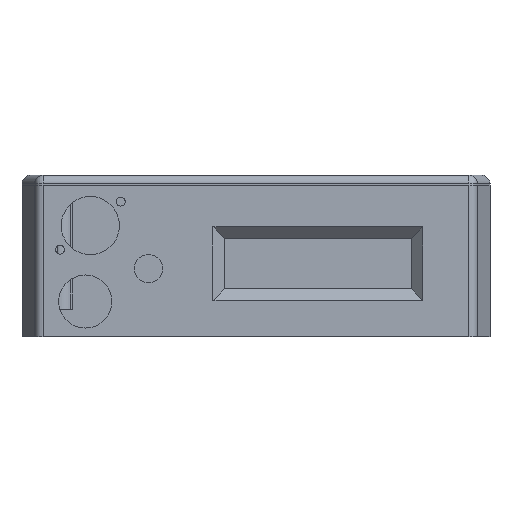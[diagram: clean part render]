
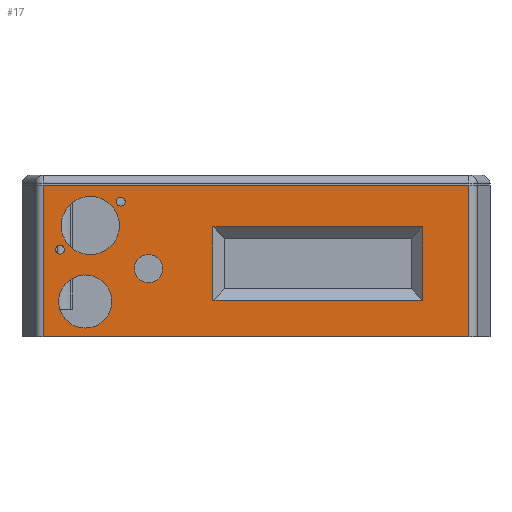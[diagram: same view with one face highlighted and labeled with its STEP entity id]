
A CAD part, left-side view. The second image highlights one B-rep face of the part: STEP entity #17.
In plain terms, the highlighted planar face has unit normal (-1, 0, 0).
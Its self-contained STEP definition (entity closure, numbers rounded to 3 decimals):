
#17 = ADVANCED_FACE('',(#18,#52,#86,#97,#108,#119,#130),#141,.T.);
#18 = FACE_BOUND('',#19,.T.);
#19 = EDGE_LOOP('',(#20,#30,#38,#46));
#20 = ORIENTED_EDGE('',*,*,#21,.T.);
#21 = EDGE_CURVE('',#22,#24,#26,.T.);
#22 = VERTEX_POINT('',#23);
#23 = CARTESIAN_POINT('',(-95.,3.435,0.));
#24 = VERTEX_POINT('',#25);
#25 = CARTESIAN_POINT('',(-95.,171.5,0.));
#26 = LINE('',#27,#28);
#27 = CARTESIAN_POINT('',(-95.,-0.067,0.));
#28 = VECTOR('',#29,1.);
#29 = DIRECTION('',(0.,1.,0.));
#30 = ORIENTED_EDGE('',*,*,#31,.T.);
#31 = EDGE_CURVE('',#24,#32,#34,.T.);
#32 = VERTEX_POINT('',#33);
#33 = CARTESIAN_POINT('',(-95.,171.5,-60.));
#34 = LINE('',#35,#36);
#35 = CARTESIAN_POINT('',(-95.,171.5,0.));
#36 = VECTOR('',#37,1.);
#37 = DIRECTION('',(0.,0.,-1.));
#38 = ORIENTED_EDGE('',*,*,#39,.T.);
#39 = EDGE_CURVE('',#32,#40,#42,.T.);
#40 = VERTEX_POINT('',#41);
#41 = CARTESIAN_POINT('',(-95.,3.435,-60.));
#42 = LINE('',#43,#44);
#43 = CARTESIAN_POINT('',(-95.,175.,-60.));
#44 = VECTOR('',#45,1.);
#45 = DIRECTION('',(0.,-1.,0.));
#46 = ORIENTED_EDGE('',*,*,#47,.F.);
#47 = EDGE_CURVE('',#22,#40,#48,.T.);
#48 = LINE('',#49,#50);
#49 = CARTESIAN_POINT('',(-95.,3.435,0.));
#50 = VECTOR('',#51,1.);
#51 = DIRECTION('',(0.,0.,-1.));
#52 = FACE_BOUND('',#53,.T.);
#53 = EDGE_LOOP('',(#54,#64,#72,#80));
#54 = ORIENTED_EDGE('',*,*,#55,.T.);
#55 = EDGE_CURVE('',#56,#58,#60,.T.);
#56 = VERTEX_POINT('',#57);
#57 = CARTESIAN_POINT('',(-95.,104.5,-16.5));
#58 = VERTEX_POINT('',#59);
#59 = CARTESIAN_POINT('',(-95.,21.5,-16.5));
#60 = LINE('',#61,#62);
#61 = CARTESIAN_POINT('',(-95.,100.,-16.5));
#62 = VECTOR('',#63,1.);
#63 = DIRECTION('',(0.,-1.,0.));
#64 = ORIENTED_EDGE('',*,*,#65,.T.);
#65 = EDGE_CURVE('',#58,#66,#68,.T.);
#66 = VERTEX_POINT('',#67);
#67 = CARTESIAN_POINT('',(-95.,21.5,-45.5));
#68 = LINE('',#69,#70);
#69 = CARTESIAN_POINT('',(-95.,21.5,-21.));
#70 = VECTOR('',#71,1.);
#71 = DIRECTION('',(0.,0.,-1.));
#72 = ORIENTED_EDGE('',*,*,#73,.T.);
#73 = EDGE_CURVE('',#66,#74,#76,.T.);
#74 = VERTEX_POINT('',#75);
#75 = CARTESIAN_POINT('',(-95.,104.5,-45.5));
#76 = LINE('',#77,#78);
#77 = CARTESIAN_POINT('',(-95.,26.,-45.5));
#78 = VECTOR('',#79,1.);
#79 = DIRECTION('',(0.,1.,0.));
#80 = ORIENTED_EDGE('',*,*,#81,.T.);
#81 = EDGE_CURVE('',#74,#56,#82,.T.);
#82 = LINE('',#83,#84);
#83 = CARTESIAN_POINT('',(-95.,104.5,-41.));
#84 = VECTOR('',#85,1.);
#85 = DIRECTION('',(0.,0.,1.));
#86 = FACE_BOUND('',#87,.T.);
#87 = EDGE_LOOP('',(#88));
#88 = ORIENTED_EDGE('',*,*,#89,.F.);
#89 = EDGE_CURVE('',#90,#90,#92,.T.);
#90 = VERTEX_POINT('',#91);
#91 = CARTESIAN_POINT('',(-95.,144.5,-46.));
#92 = CIRCLE('',#93,10.5);
#93 = AXIS2_PLACEMENT_3D('',#94,#95,#96);
#94 = CARTESIAN_POINT('',(-95.,155.,-46.));
#95 = DIRECTION('',(-1.,0.,0.));
#96 = DIRECTION('',(0.,-1.,0.));
#97 = FACE_BOUND('',#98,.T.);
#98 = EDGE_LOOP('',(#99));
#99 = ORIENTED_EDGE('',*,*,#100,.F.);
#100 = EDGE_CURVE('',#101,#101,#103,.T.);
#101 = VERTEX_POINT('',#102);
#102 = CARTESIAN_POINT('',(-95.,124.4,-33.));
#103 = CIRCLE('',#104,5.6);
#104 = AXIS2_PLACEMENT_3D('',#105,#106,#107);
#105 = CARTESIAN_POINT('',(-95.,130.,-33.));
#106 = DIRECTION('',(-1.,0.,0.));
#107 = DIRECTION('',(0.,-1.,0.));
#108 = FACE_BOUND('',#109,.T.);
#109 = EDGE_LOOP('',(#110));
#110 = ORIENTED_EDGE('',*,*,#111,.F.);
#111 = EDGE_CURVE('',#112,#112,#114,.T.);
#112 = VERTEX_POINT('',#113);
#113 = CARTESIAN_POINT('',(-95.,163.25,-25.5));
#114 = CIRCLE('',#115,1.75);
#115 = AXIS2_PLACEMENT_3D('',#116,#117,#118);
#116 = CARTESIAN_POINT('',(-95.,165.,-25.5));
#117 = DIRECTION('',(-1.,0.,0.));
#118 = DIRECTION('',(0.,-1.,0.));
#119 = FACE_BOUND('',#120,.T.);
#120 = EDGE_LOOP('',(#121));
#121 = ORIENTED_EDGE('',*,*,#122,.F.);
#122 = EDGE_CURVE('',#123,#123,#125,.T.);
#123 = VERTEX_POINT('',#124);
#124 = CARTESIAN_POINT('',(-95.,141.5,-16.));
#125 = CIRCLE('',#126,11.5);
#126 = AXIS2_PLACEMENT_3D('',#127,#128,#129);
#127 = CARTESIAN_POINT('',(-95.,153.,-16.));
#128 = DIRECTION('',(-1.,0.,0.));
#129 = DIRECTION('',(0.,-1.,0.));
#130 = FACE_BOUND('',#131,.T.);
#131 = EDGE_LOOP('',(#132));
#132 = ORIENTED_EDGE('',*,*,#133,.F.);
#133 = EDGE_CURVE('',#134,#134,#136,.T.);
#134 = VERTEX_POINT('',#135);
#135 = CARTESIAN_POINT('',(-95.,139.25,-6.5));
#136 = CIRCLE('',#137,1.75);
#137 = AXIS2_PLACEMENT_3D('',#138,#139,#140);
#138 = CARTESIAN_POINT('',(-95.,141.,-6.5));
#139 = DIRECTION('',(-1.,0.,0.));
#140 = DIRECTION('',(0.,-1.,0.));
#141 = PLANE('',#142);
#142 = AXIS2_PLACEMENT_3D('',#143,#144,#145);
#143 = CARTESIAN_POINT('',(-95.,175.,0.));
#144 = DIRECTION('',(-1.,0.,-0.));
#145 = DIRECTION('',(0.,-1.,0.));
